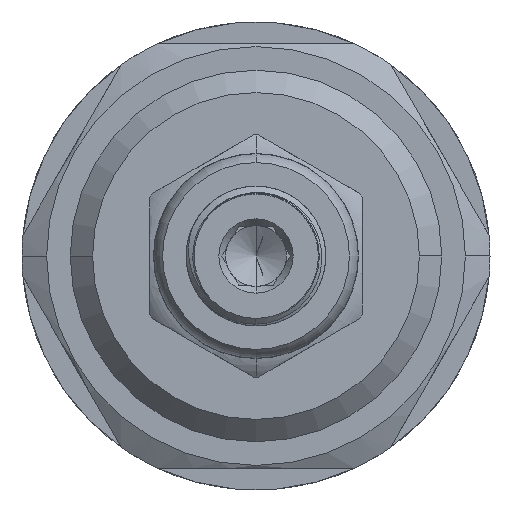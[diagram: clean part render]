
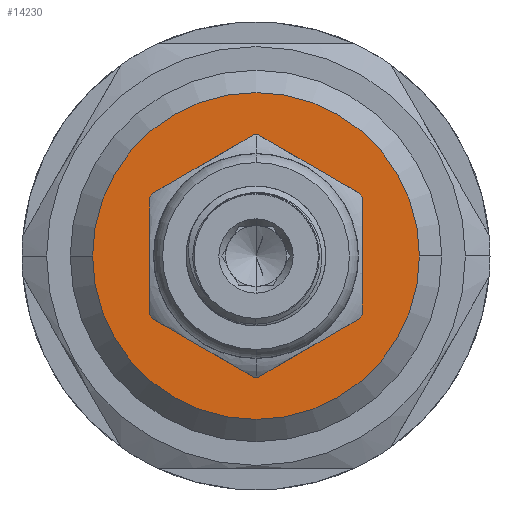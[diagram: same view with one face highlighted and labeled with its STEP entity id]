
A CAD part, left-side view. The second image highlights one B-rep face of the part: STEP entity #14230.
In plain terms, the highlighted planar face has unit normal (-1, 0, 0).
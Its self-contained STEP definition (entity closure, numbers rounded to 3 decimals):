
#977 = ORIENTED_EDGE ( 'NONE', *, *, #2005, .F. ) ;
#1131 = ORIENTED_EDGE ( 'NONE', *, *, #2016, .T. ) ;
#1373 = ORIENTED_EDGE ( 'NONE', *, *, #11883, .F. ) ;
#1679 = DIRECTION ( 'NONE',  ( 0., -1., 0. ) ) ;
#1680 = DIRECTION ( 'NONE',  ( -1., 0., 0. ) ) ;
#1681 = CARTESIAN_POINT ( 'NONE',  ( -10.246, 0., 0. ) ) ;
#1740 = DIRECTION ( 'NONE',  ( 0., 0., -1. ) ) ;
#1741 = DIRECTION ( 'NONE',  ( -1., 0., 0. ) ) ;
#1742 = CARTESIAN_POINT ( 'NONE',  ( -10.246, 0., 0. ) ) ;
#1842 = DIRECTION ( 'NONE',  ( 0., -1., 0. ) ) ;
#1843 = DIRECTION ( 'NONE',  ( -1., 0., 0. ) ) ;
#1844 = CARTESIAN_POINT ( 'NONE',  ( -10.246, 0., 0. ) ) ;
#2005 = EDGE_CURVE ( 'NONE', #7314, #7511, #11283, .T. ) ;
#2016 = EDGE_CURVE ( 'NONE', #7447, #7413, #11271, .T. ) ;
#7314 = VERTEX_POINT ( 'NONE', #11716 ) ;
#7413 = VERTEX_POINT ( 'NONE', #11623 ) ;
#7447 = VERTEX_POINT ( 'NONE', #11596 ) ;
#7511 = VERTEX_POINT ( 'NONE', #11539 ) ;
#10132 = ORIENTED_EDGE ( 'NONE', *, *, #11937, .T. ) ;
#10650 = FACE_OUTER_BOUND ( 'NONE', #12786, .T. ) ;
#10653 = FACE_BOUND ( 'NONE', #12675, .T. ) ;
#11102 = CIRCLE ( 'NONE', #12064, 11. ) ;
#11162 = CIRCLE ( 'NONE', #12093, 6.875 ) ;
#11271 = CIRCLE ( 'NONE', #12161, 11. ) ;
#11283 = CIRCLE ( 'NONE', #12170, 6.875 ) ;
#11539 = CARTESIAN_POINT ( 'NONE',  ( -10.246, 0., -6.875 ) ) ;
#11596 = CARTESIAN_POINT ( 'NONE',  ( -10.246, -11., 0. ) ) ;
#11623 = CARTESIAN_POINT ( 'NONE',  ( -10.246, 11., 0. ) ) ;
#11716 = CARTESIAN_POINT ( 'NONE',  ( -10.246, 0., 6.875 ) ) ;
#11883 = EDGE_CURVE ( 'NONE', #7511, #7314, #11162, .T. ) ;
#11937 = EDGE_CURVE ( 'NONE', #7413, #7447, #11102, .T. ) ;
#12064 = AXIS2_PLACEMENT_3D ( 'NONE', #1844, #1843, #1842 ) ;
#12093 = AXIS2_PLACEMENT_3D ( 'NONE', #18299, #18297, #18296 ) ;
#12161 = AXIS2_PLACEMENT_3D ( 'NONE', #1681, #1680, #1679 ) ;
#12170 = AXIS2_PLACEMENT_3D ( 'NONE', #1742, #1741, #1740 ) ;
#12195 = AXIS2_PLACEMENT_3D ( 'NONE', #18059, #18069, #18070 ) ;
#12675 = EDGE_LOOP ( 'NONE', ( #1373, #977 ) ) ;
#12786 = EDGE_LOOP ( 'NONE', ( #1131, #10132 ) ) ;
#14230 = ADVANCED_FACE ( 'NONE', ( #10653, #10650 ), #18067, .F. ) ;
#18059 = CARTESIAN_POINT ( 'NONE',  ( -10.246, 9.715, 0. ) ) ;
#18067 = PLANE ( 'NONE',  #12195 ) ;
#18069 = DIRECTION ( 'NONE',  ( 1., 0., 0. ) ) ;
#18070 = DIRECTION ( 'NONE',  ( 0., 0., -1. ) ) ;
#18296 = DIRECTION ( 'NONE',  ( 0., 0., -1. ) ) ;
#18297 = DIRECTION ( 'NONE',  ( -1., 0., 0. ) ) ;
#18299 = CARTESIAN_POINT ( 'NONE',  ( -10.246, 0., 0. ) ) ;
